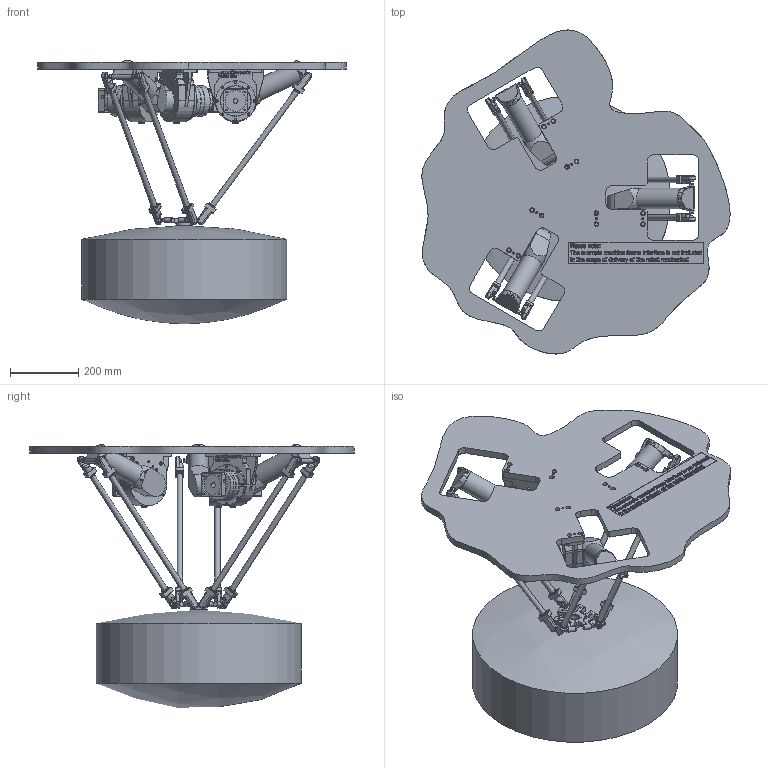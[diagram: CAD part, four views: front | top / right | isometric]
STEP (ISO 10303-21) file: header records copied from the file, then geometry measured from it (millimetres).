
FILE_DESCRIPTION(/* description */ ('Norm.iam Teamplte'),/* implementation_level */ '2;1');
FILE_NAME(/* name */ '3D-model_AL_10001.stp',/* time_stamp */ '2024-07-17T13:38:06+02:00',/* author */ ('lars.merkel'),/* organization */ (''),/* preprocessor_version */ 'ST-DEVELOPER v19.2',/* originating_system */ 'Autodesk Inventor 2023',/* authorisation */ '');
FILE_SCHEMA (('AUTOMOTIVE_DESIGN { 1 0 10303 214 3 1 1 }'));
Length unit declared in the file: millimetre
Products named in the file (9): AL_10001_DUMMY DELTA Robotermechanik RL3-600-1/3kg; MT_WST00111166 Oberarm; MT_WST00111155 Werkzeugträger; MT_WST00117176 Unterarm; MT_BGR00105209 Dummy Roboterbasis; MT_WST00111551 n/a; MT_WST00111188 Getriebe; MT_WST00110667 Machine frame proposal; MT_WST00110516
Assembly tree (17 placements, depth 3):
  AL_10001_DUMMY DELTA Robotermechanik RL3-600-1/3kg
    MT_WST00111166 Oberarm  x3
    MT_WST00111155 Werkzeugträger
    MT_WST00117176 Unterarm  x6
    MT_BGR00105209 Dummy Roboterbasis
      MT_WST00111551 n/a
      MT_WST00111188 Getriebe  x3
    MT_WST00110667 Machine frame proposal
    MT_WST00110516
Bounding box: 901.7 x 948.2 x 771.12 mm (x, y, z)
Volume: 82417247.5 mm3; surface area: 2841996.2 mm2
Topology: 18 solids, 18 shells, 4243 faces, 10624 edges, 6778 vertices
Faces by surface type: plane 2128, bspline 871, cylinder 718, cone 368, torus 96, sphere 62
Full cylindrical faces by diameter (mm): 4.134 x12, 4.917 x37, 5.5 x24, 5.8 x7, 6 x13, 6.647 x9, 7 x24, 9.66 x3, 9.8 x3, 10 x3, 10.106 x12, 13.5 x12, 14 x3, 16 x6, 17 x3, 18 x3, 19 x3, 22 x12, 25 x1, 30 x1, 50 x1, 55 x3, 60 x3, 61 x3, 63 x3, 65 x3, 70 x9, 82 x3, 89 x12, 90 x9
Entity records: 113284 total; most frequent: CARTESIAN_POINT 39180, ORIENTED_EDGE 15952, DIRECTION 12180, EDGE_CURVE 7976, VERTEX_POINT 5213, LINE 5134, VECTOR 5134, AXIS2_PLACEMENT_3D 3523
